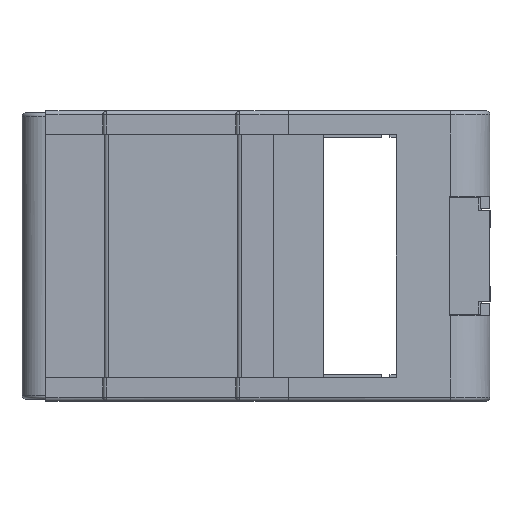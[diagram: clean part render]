
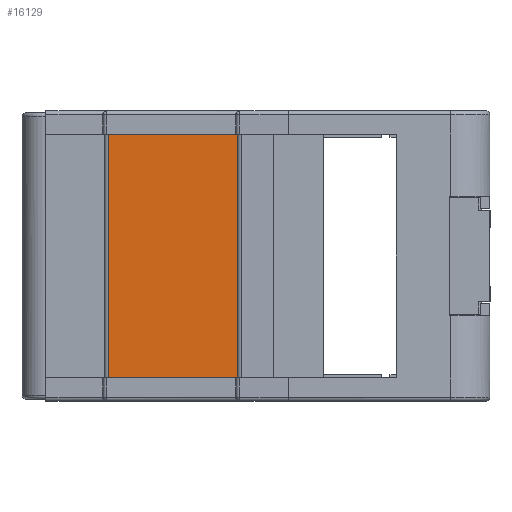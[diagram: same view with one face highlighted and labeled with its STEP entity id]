
A CAD part, left-side view. The second image highlights one B-rep face of the part: STEP entity #16129.
In plain terms, the highlighted planar face has unit normal (-1, 0, 0).
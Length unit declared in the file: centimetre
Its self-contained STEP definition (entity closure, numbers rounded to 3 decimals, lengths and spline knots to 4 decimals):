
#529 = ORIENTED_EDGE ( 'NONE', *, *, #10595, .T. ) ;
#914 = DIRECTION ( 'NONE',  ( 0., 0., 1. ) ) ;
#918 = EDGE_CURVE ( 'NONE', #21551, #6301, #19918, .T. ) ;
#1872 = CARTESIAN_POINT ( 'NONE',  ( -3.0806, 1.9693, -0.29 ) ) ;
#1938 = VECTOR ( 'NONE', #22929, 100. ) ;
#1977 = EDGE_CURVE ( 'NONE', #9910, #21897, #17585, .T. ) ;
#4051 = CARTESIAN_POINT ( 'NONE',  ( -3.0806, 1.9693, -3.31 ) ) ;
#6301 = VERTEX_POINT ( 'NONE', #18371 ) ;
#6356 = CARTESIAN_POINT ( 'NONE',  ( -3.0806, 1.9693, -11.5015 ) ) ;
#6684 = CARTESIAN_POINT ( 'NONE',  ( -3.0806, 3.5695, -0.29 ) ) ;
#7432 = DIRECTION ( 'NONE',  ( 0., 1., 0. ) ) ;
#7574 = EDGE_CURVE ( 'NONE', #6301, #21897, #14851, .T. ) ;
#9320 = CARTESIAN_POINT ( 'NONE',  ( -3.0806, 3.5695, -3.31 ) ) ;
#9695 = CARTESIAN_POINT ( 'NONE',  ( -3.0806, 3.5695, -0.29 ) ) ;
#9910 = VERTEX_POINT ( 'NONE', #1872 ) ;
#10054 = CARTESIAN_POINT ( 'NONE',  ( -3.0806, 3.5695, -11.5015 ) ) ;
#10595 = EDGE_CURVE ( 'NONE', #21551, #9910, #18679, .T. ) ;
#11825 = ORIENTED_EDGE ( 'NONE', *, *, #1977, .T. ) ;
#12024 = DIRECTION ( 'NONE',  ( 0., 0., 1. ) ) ;
#12211 = EDGE_LOOP ( 'NONE', ( #20649, #23431, #529, #11825 ) ) ;
#12566 = DIRECTION ( 'NONE',  ( 0., 1., 0. ) ) ;
#14218 = CARTESIAN_POINT ( 'NONE',  ( -3.0806, 3.5695, -11.5015 ) ) ;
#14542 = PLANE ( 'NONE',  #16799 ) ;
#14851 = LINE ( 'NONE', #10054, #23756 ) ;
#16129 = ADVANCED_FACE ( 'NONE', ( #21839 ), #14542, .F. ) ;
#16375 = DIRECTION ( 'NONE',  ( 1., 0., 0. ) ) ;
#16799 = AXIS2_PLACEMENT_3D ( 'NONE', #14218, #16375, #12566 ) ;
#17585 = LINE ( 'NONE', #9695, #1938 ) ;
#18371 = CARTESIAN_POINT ( 'NONE',  ( -3.0806, 3.5695, -3.31 ) ) ;
#18679 = LINE ( 'NONE', #6356, #23122 ) ;
#18732 = VECTOR ( 'NONE', #7432, 100. ) ;
#19918 = LINE ( 'NONE', #9320, #18732 ) ;
#20649 = ORIENTED_EDGE ( 'NONE', *, *, #7574, .F. ) ;
#21551 = VERTEX_POINT ( 'NONE', #4051 ) ;
#21839 = FACE_OUTER_BOUND ( 'NONE', #12211, .T. ) ;
#21897 = VERTEX_POINT ( 'NONE', #6684 ) ;
#22929 = DIRECTION ( 'NONE',  ( 0., 1., 0. ) ) ;
#23122 = VECTOR ( 'NONE', #12024, 100. ) ;
#23431 = ORIENTED_EDGE ( 'NONE', *, *, #918, .F. ) ;
#23756 = VECTOR ( 'NONE', #914, 100. ) ;
